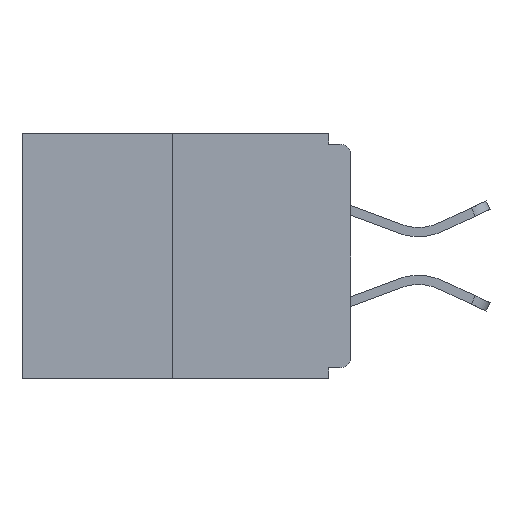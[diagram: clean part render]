
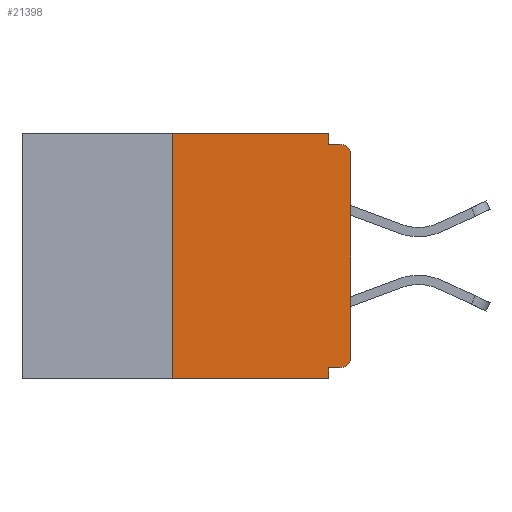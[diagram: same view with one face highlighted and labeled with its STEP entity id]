
A CAD part, left-side view. The second image highlights one B-rep face of the part: STEP entity #21398.
In plain terms, the highlighted planar face has unit normal (-1, 0, 0).
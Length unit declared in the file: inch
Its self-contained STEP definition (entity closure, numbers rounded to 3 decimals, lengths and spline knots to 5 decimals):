
#702 = VECTOR ( 'NONE', #22915, 39.37008 ) ;
#1577 = LINE ( 'NONE', #3756, #6997 ) ;
#1677 = EDGE_CURVE ( 'NONE', #4571, #5787, #5557, .T. ) ;
#1816 = LINE ( 'NONE', #6156, #11747 ) ;
#1986 = AXIS2_PLACEMENT_3D ( 'NONE', #13371, #18166, #9404 ) ;
#1999 = LINE ( 'NONE', #17858, #25674 ) ;
#2025 = ORIENTED_EDGE ( 'NONE', *, *, #8956, .F. ) ;
#2435 = EDGE_CURVE ( 'NONE', #18567, #4571, #1577, .T. ) ;
#3096 = VERTEX_POINT ( 'NONE', #12095 ) ;
#3159 = ORIENTED_EDGE ( 'NONE', *, *, #1677, .F. ) ;
#3756 = CARTESIAN_POINT ( 'NONE',  ( 0., 0.031, 0. ) ) ;
#4558 = LINE ( 'NONE', #17664, #26434 ) ;
#4571 = VERTEX_POINT ( 'NONE', #22473 ) ;
#4713 = CARTESIAN_POINT ( 'NONE',  ( 0., 0.25, -0.343 ) ) ;
#4770 = CARTESIAN_POINT ( 'NONE',  ( 0., 0.031, -0.328 ) ) ;
#5374 = VECTOR ( 'NONE', #13148, 39.37008 ) ;
#5557 = LINE ( 'NONE', #16343, #702 ) ;
#5669 = ORIENTED_EDGE ( 'NONE', *, *, #26001, .T. ) ;
#5787 = VERTEX_POINT ( 'NONE', #23498 ) ;
#6156 = CARTESIAN_POINT ( 'NONE',  ( 0., 0.031, -0.343 ) ) ;
#6268 = ORIENTED_EDGE ( 'NONE', *, *, #12622, .F. ) ;
#6361 = DIRECTION ( 'NONE',  ( 0., 0., 1. ) ) ;
#6997 = VECTOR ( 'NONE', #25768, 39.37008 ) ;
#8039 = ORIENTED_EDGE ( 'NONE', *, *, #2435, .F. ) ;
#8681 = VERTEX_POINT ( 'NONE', #16240 ) ;
#8956 = EDGE_CURVE ( 'NONE', #13005, #3096, #1816, .T. ) ;
#9404 = DIRECTION ( 'NONE',  ( 0., 0., -1. ) ) ;
#10529 = VERTEX_POINT ( 'NONE', #19053 ) ;
#10720 = EDGE_CURVE ( 'NONE', #11191, #23594, #1999, .T. ) ;
#10861 = ORIENTED_EDGE ( 'NONE', *, *, #10720, .F. ) ;
#10901 = ORIENTED_EDGE ( 'NONE', *, *, #18012, .T. ) ;
#11191 = VERTEX_POINT ( 'NONE', #4713 ) ;
#11747 = VECTOR ( 'NONE', #24391, 39.37008 ) ;
#12095 = CARTESIAN_POINT ( 'NONE',  ( 0., 0.031, -0.343 ) ) ;
#12622 = EDGE_CURVE ( 'NONE', #27085, #13005, #4558, .T. ) ;
#12876 = AXIS2_PLACEMENT_3D ( 'NONE', #20610, #22925, #27177 ) ;
#13005 = VERTEX_POINT ( 'NONE', #4770 ) ;
#13106 = EDGE_LOOP ( 'NONE', ( #21708, #10861, #14410, #2025, #6268, #16922, #10901, #5669, #3159, #8039 ) ) ;
#13148 = DIRECTION ( 'NONE',  ( 0., 0., 1. ) ) ;
#13159 = DIRECTION ( 'NONE',  ( 0., 1., 0. ) ) ;
#13371 = CARTESIAN_POINT ( 'NONE',  ( 0., 0.46, 0. ) ) ;
#13734 = CARTESIAN_POINT ( 'NONE',  ( 0., 0.015, -0.328 ) ) ;
#14410 = ORIENTED_EDGE ( 'NONE', *, *, #16361, .T. ) ;
#15414 = DIRECTION ( 'NONE',  ( -1., 0., 0. ) ) ;
#16240 = CARTESIAN_POINT ( 'NONE',  ( 0., 0., -0.03 ) ) ;
#16290 = LINE ( 'NONE', #22986, #27740 ) ;
#16343 = CARTESIAN_POINT ( 'NONE',  ( 0., 0., -0.015 ) ) ;
#16361 = EDGE_CURVE ( 'NONE', #11191, #3096, #28129, .T. ) ;
#16922 = ORIENTED_EDGE ( 'NONE', *, *, #21227, .T. ) ;
#17187 = DIRECTION ( 'NONE',  ( 0., -1., 0. ) ) ;
#17664 = CARTESIAN_POINT ( 'NONE',  ( 0., 0., -0.328 ) ) ;
#17726 = CARTESIAN_POINT ( 'NONE',  ( 0., 0.015, -0.313 ) ) ;
#17858 = CARTESIAN_POINT ( 'NONE',  ( 0., 0.25, 0. ) ) ;
#18012 = EDGE_CURVE ( 'NONE', #10529, #8681, #20009, .T. ) ;
#18029 = CARTESIAN_POINT ( 'NONE',  ( 0., 0.25, 0. ) ) ;
#18166 = DIRECTION ( 'NONE',  ( 1., 0., 0. ) ) ;
#18567 = VERTEX_POINT ( 'NONE', #21049 ) ;
#19053 = CARTESIAN_POINT ( 'NONE',  ( 0., 0., -0.313 ) ) ;
#20009 = LINE ( 'NONE', #24680, #5374 ) ;
#20610 = CARTESIAN_POINT ( 'NONE',  ( 0., 0.015, -0.03 ) ) ;
#21049 = CARTESIAN_POINT ( 'NONE',  ( 0., 0.031, 0. ) ) ;
#21227 = EDGE_CURVE ( 'NONE', #27085, #10529, #22446, .T. ) ;
#21250 = DIRECTION ( 'NONE',  ( 0., -1., 0. ) ) ;
#21398 = ADVANCED_FACE ( 'NONE', ( #22830 ), #24748, .F. ) ;
#21708 = ORIENTED_EDGE ( 'NONE', *, *, #25142, .F. ) ;
#21991 = AXIS2_PLACEMENT_3D ( 'NONE', #17726, #15414, #26509 ) ;
#22446 = CIRCLE ( 'NONE', #21991, 0.015 ) ;
#22473 = CARTESIAN_POINT ( 'NONE',  ( 0., 0.031, -0.015 ) ) ;
#22830 = FACE_OUTER_BOUND ( 'NONE', #13106, .T. ) ;
#22915 = DIRECTION ( 'NONE',  ( 0., -1., 0. ) ) ;
#22925 = DIRECTION ( 'NONE',  ( -1., 0., 0. ) ) ;
#22986 = CARTESIAN_POINT ( 'NONE',  ( 0., 0.46, 0. ) ) ;
#23454 = CARTESIAN_POINT ( 'NONE',  ( 0., 0.46, -0.343 ) ) ;
#23498 = CARTESIAN_POINT ( 'NONE',  ( 0., 0.015, -0.015 ) ) ;
#23594 = VERTEX_POINT ( 'NONE', #18029 ) ;
#24391 = DIRECTION ( 'NONE',  ( 0., 0., -1. ) ) ;
#24680 = CARTESIAN_POINT ( 'NONE',  ( 0., 0., 0. ) ) ;
#24748 = PLANE ( 'NONE',  #1986 ) ;
#24890 = VECTOR ( 'NONE', #17187, 39.37008 ) ;
#25142 = EDGE_CURVE ( 'NONE', #23594, #18567, #16290, .T. ) ;
#25447 = CIRCLE ( 'NONE', #12876, 0.015 ) ;
#25674 = VECTOR ( 'NONE', #6361, 39.37008 ) ;
#25768 = DIRECTION ( 'NONE',  ( 0., 0., -1. ) ) ;
#26001 = EDGE_CURVE ( 'NONE', #8681, #5787, #25447, .T. ) ;
#26434 = VECTOR ( 'NONE', #13159, 39.37008 ) ;
#26509 = DIRECTION ( 'NONE',  ( 0., 0., -1. ) ) ;
#27085 = VERTEX_POINT ( 'NONE', #13734 ) ;
#27177 = DIRECTION ( 'NONE',  ( 0., 0., -1. ) ) ;
#27740 = VECTOR ( 'NONE', #21250, 39.37008 ) ;
#28129 = LINE ( 'NONE', #23454, #24890 ) ;
